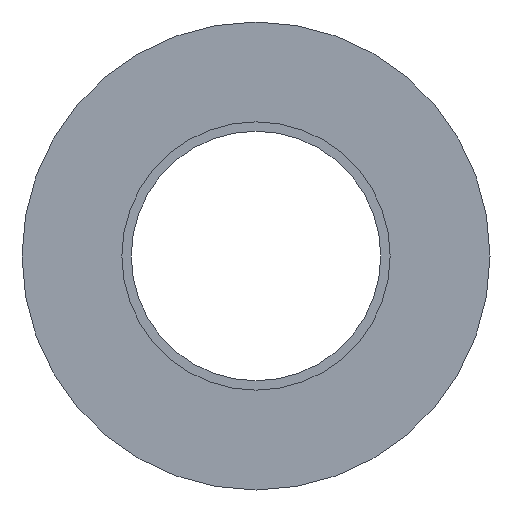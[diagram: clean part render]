
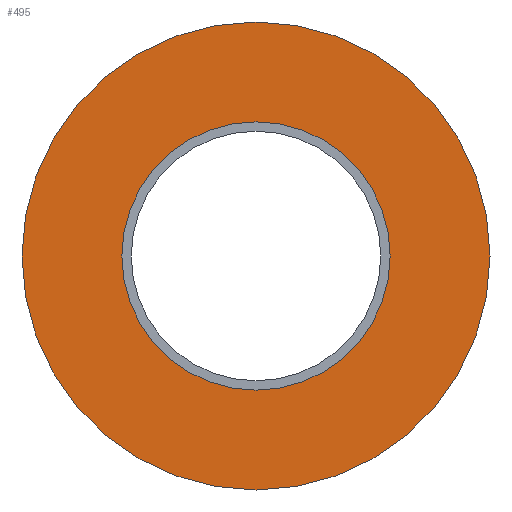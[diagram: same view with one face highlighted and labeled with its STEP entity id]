
A CAD part, front view. The second image highlights one B-rep face of the part: STEP entity #495.
In plain terms, the highlighted planar face has unit normal (0, -1, 0).
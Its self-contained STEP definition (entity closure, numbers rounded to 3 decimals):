
#9 = EDGE_CURVE ( 'NONE', #134, #195, #332, .T. ) ;
#23 = AXIS2_PLACEMENT_3D ( 'NONE', #396, #393, #391 ) ;
#26 = VERTEX_POINT ( 'NONE', #241 ) ;
#47 = CARTESIAN_POINT ( 'NONE',  ( 0., 0., 0. ) ) ;
#77 = DIRECTION ( 'NONE',  ( 0., 1., 0. ) ) ;
#82 = AXIS2_PLACEMENT_3D ( 'NONE', #263, #77, #539 ) ;
#85 = EDGE_CURVE ( 'NONE', #26, #234, #318, .T. ) ;
#128 = PLANE ( 'NONE',  #82 ) ;
#134 = VERTEX_POINT ( 'NONE', #258 ) ;
#154 = AXIS2_PLACEMENT_3D ( 'NONE', #386, #383, #378 ) ;
#184 = CARTESIAN_POINT ( 'NONE',  ( 0., 0., 0. ) ) ;
#187 = DIRECTION ( 'NONE',  ( 0., 0., -1. ) ) ;
#195 = VERTEX_POINT ( 'NONE', #291 ) ;
#214 = DIRECTION ( 'NONE',  ( 0., 0., -1. ) ) ;
#227 = DIRECTION ( 'NONE',  ( 0., -1., 0. ) ) ;
#234 = VERTEX_POINT ( 'NONE', #559 ) ;
#239 = ORIENTED_EDGE ( 'NONE', *, *, #357, .F. ) ;
#241 = CARTESIAN_POINT ( 'NONE',  ( 0., 0., 8.6 ) ) ;
#246 = EDGE_LOOP ( 'NONE', ( #321, #319 ) ) ;
#258 = CARTESIAN_POINT ( 'NONE',  ( 0., 0., -15. ) ) ;
#263 = CARTESIAN_POINT ( 'NONE',  ( -15., 0., 0. ) ) ;
#264 = DIRECTION ( 'NONE',  ( 0., -1., 0. ) ) ;
#291 = CARTESIAN_POINT ( 'NONE',  ( 0., 0., 15. ) ) ;
#318 = CIRCLE ( 'NONE', #358, 8.6 ) ;
#319 = ORIENTED_EDGE ( 'NONE', *, *, #364, .T. ) ;
#321 = ORIENTED_EDGE ( 'NONE', *, *, #9, .T. ) ;
#332 = CIRCLE ( 'NONE', #430, 15. ) ;
#336 = FACE_BOUND ( 'NONE', #361, .T. ) ;
#340 = CIRCLE ( 'NONE', #154, 15. ) ;
#357 = EDGE_CURVE ( 'NONE', #234, #26, #366, .T. ) ;
#358 = AXIS2_PLACEMENT_3D ( 'NONE', #184, #264, #214 ) ;
#361 = EDGE_LOOP ( 'NONE', ( #239, #531 ) ) ;
#364 = EDGE_CURVE ( 'NONE', #195, #134, #340, .T. ) ;
#366 = CIRCLE ( 'NONE', #23, 8.6 ) ;
#378 = DIRECTION ( 'NONE',  ( 0., 0., -1. ) ) ;
#383 = DIRECTION ( 'NONE',  ( 0., -1., 0. ) ) ;
#386 = CARTESIAN_POINT ( 'NONE',  ( 0., 0., 0. ) ) ;
#391 = DIRECTION ( 'NONE',  ( 0., 0., -1. ) ) ;
#393 = DIRECTION ( 'NONE',  ( 0., -1., 0. ) ) ;
#396 = CARTESIAN_POINT ( 'NONE',  ( 0., 0., 0. ) ) ;
#430 = AXIS2_PLACEMENT_3D ( 'NONE', #47, #227, #187 ) ;
#470 = FACE_OUTER_BOUND ( 'NONE', #246, .T. ) ;
#495 = ADVANCED_FACE ( 'NONE', ( #336, #470 ), #128, .F. ) ;
#531 = ORIENTED_EDGE ( 'NONE', *, *, #85, .F. ) ;
#539 = DIRECTION ( 'NONE',  ( 0., 0., 1. ) ) ;
#559 = CARTESIAN_POINT ( 'NONE',  ( 0., 0., -8.6 ) ) ;
